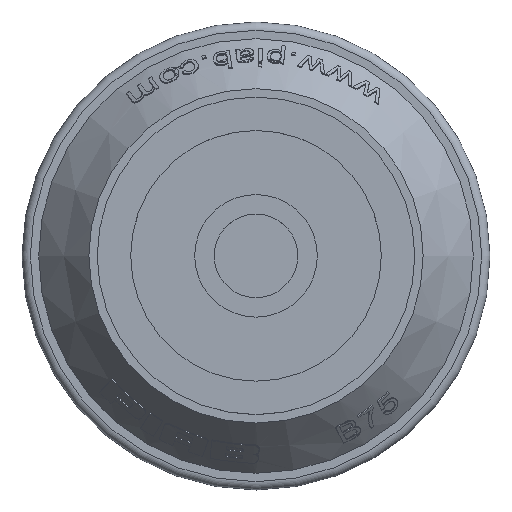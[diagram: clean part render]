
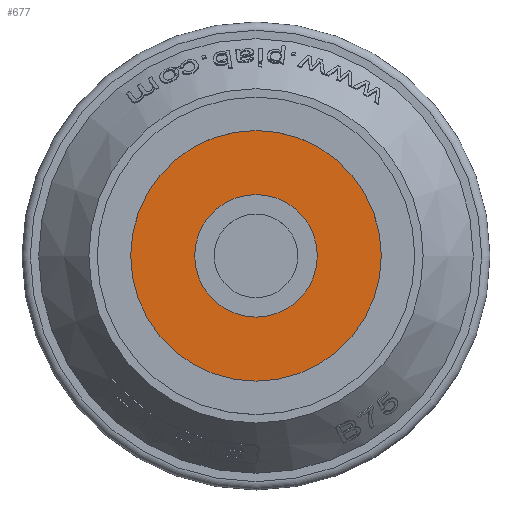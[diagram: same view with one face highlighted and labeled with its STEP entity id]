
A CAD part, top view. The second image highlights one B-rep face of the part: STEP entity #677.
In plain terms, the highlighted planar face has unit normal (0, 0, 1).
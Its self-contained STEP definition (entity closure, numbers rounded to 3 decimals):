
#677 = ADVANCED_FACE( '', ( #1505, #1506 ), #1507, .T. );
#1505 = FACE_BOUND( '', #2463, .T. );
#1506 = FACE_OUTER_BOUND( '', #2464, .T. );
#1507 = PLANE( '', #2465 );
#2463 = EDGE_LOOP( '', ( #4767 ) );
#2464 = EDGE_LOOP( '', ( #4768 ) );
#2465 = AXIS2_PLACEMENT_3D( '', #4769, #4770, #4771 );
#4767 = ORIENTED_EDGE( '', *, *, #6275, .T. );
#4768 = ORIENTED_EDGE( '', *, *, #6268, .F. );
#4769 = CARTESIAN_POINT( '', ( 0., -25., -5. ) );
#4770 = DIRECTION( '', ( 0., 0., 1. ) );
#4771 = DIRECTION( '', ( 1., 0., 0. ) );
#6268 = EDGE_CURVE( '', #7550, #7550, #7551, .T. );
#6275 = EDGE_CURVE( '', #7562, #7562, #7563, .T. );
#7550 = VERTEX_POINT( '', #10733 );
#7551 = CIRCLE( '', #10734, 25. );
#7562 = VERTEX_POINT( '', #10745 );
#7563 = CIRCLE( '', #10746, 10. );
#10733 = CARTESIAN_POINT( '', ( -25., 0., -5. ) );
#10734 = AXIS2_PLACEMENT_3D( '', #13688, #13689, #13690 );
#10745 = CARTESIAN_POINT( '', ( -10., 0., -5. ) );
#10746 = AXIS2_PLACEMENT_3D( '', #13703, #13704, #13705 );
#13688 = CARTESIAN_POINT( '', ( 0., 0., -5. ) );
#13689 = DIRECTION( '', ( 0., 0., -1. ) );
#13690 = DIRECTION( '', ( -1., 0., 0. ) );
#13703 = CARTESIAN_POINT( '', ( 0., 0., -5. ) );
#13704 = DIRECTION( '', ( 0., 0., -1. ) );
#13705 = DIRECTION( '', ( -1., 0., 0. ) );
